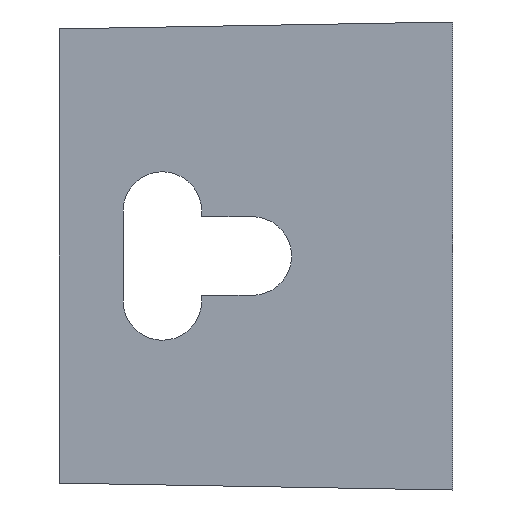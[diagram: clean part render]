
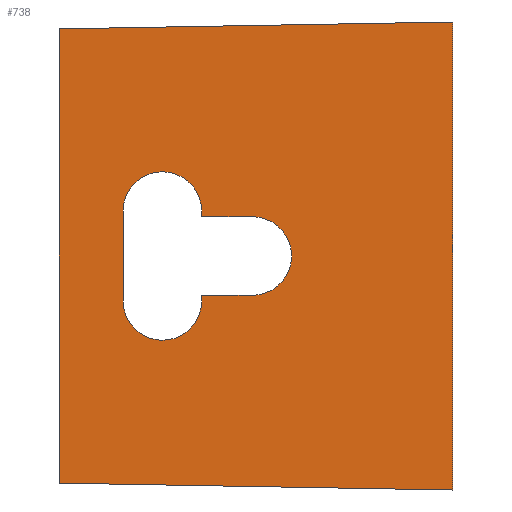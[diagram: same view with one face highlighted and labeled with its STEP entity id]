
A CAD part, front view. The second image highlights one B-rep face of the part: STEP entity #738.
In plain terms, the highlighted planar face has unit normal (0, -1, 0).
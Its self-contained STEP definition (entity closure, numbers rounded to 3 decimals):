
#22=FACE_BOUND('',#145,.T.);
#38=CIRCLE('',#809,4.2);
#40=CIRCLE('',#813,4.2);
#42=CIRCLE('',#817,4.2);
#61=PLANE('',#822);
#101=FACE_OUTER_BOUND('',#144,.T.);
#144=EDGE_LOOP('',(#671,#672,#673,#674));
#145=EDGE_LOOP('',(#675,#676,#677,#678,#679,#680,#681));
#167=LINE('',#1097,#231);
#180=LINE('',#1140,#244);
#194=LINE('',#1295,#258);
#207=LINE('',#1333,#271);
#211=LINE('',#1345,#275);
#215=LINE('',#1357,#279);
#218=LINE('',#1361,#282);
#219=LINE('',#1364,#283);
#231=VECTOR('',#856,10.);
#244=VECTOR('',#887,10.);
#258=VECTOR('',#953,10.);
#271=VECTOR('',#992,10.);
#275=VECTOR('',#1004,10.);
#279=VECTOR('',#1016,10.);
#282=VECTOR('',#1021,10.);
#283=VECTOR('',#1026,10.);
#312=VERTEX_POINT('',#1094);
#313=VERTEX_POINT('',#1096);
#327=VERTEX_POINT('',#1137);
#328=VERTEX_POINT('',#1139);
#352=VERTEX_POINT('',#1324);
#353=VERTEX_POINT('',#1326);
#355=VERTEX_POINT('',#1332);
#357=VERTEX_POINT('',#1338);
#359=VERTEX_POINT('',#1344);
#361=VERTEX_POINT('',#1350);
#363=VERTEX_POINT('',#1356);
#384=EDGE_CURVE('',#313,#312,#167,.T.);
#403=EDGE_CURVE('',#328,#327,#180,.T.);
#435=EDGE_CURVE('',#328,#312,#194,.T.);
#450=EDGE_CURVE('',#353,#352,#38,.T.);
#453=EDGE_CURVE('',#355,#353,#207,.T.);
#456=EDGE_CURVE('',#357,#355,#40,.T.);
#459=EDGE_CURVE('',#359,#357,#211,.T.);
#462=EDGE_CURVE('',#361,#359,#42,.T.);
#465=EDGE_CURVE('',#363,#361,#215,.T.);
#468=EDGE_CURVE('',#352,#363,#218,.T.);
#469=EDGE_CURVE('',#327,#313,#219,.T.);
#671=ORIENTED_EDGE('',*,*,#403,.T.);
#672=ORIENTED_EDGE('',*,*,#469,.T.);
#673=ORIENTED_EDGE('',*,*,#384,.T.);
#674=ORIENTED_EDGE('',*,*,#435,.F.);
#675=ORIENTED_EDGE('',*,*,#450,.T.);
#676=ORIENTED_EDGE('',*,*,#468,.T.);
#677=ORIENTED_EDGE('',*,*,#465,.T.);
#678=ORIENTED_EDGE('',*,*,#462,.T.);
#679=ORIENTED_EDGE('',*,*,#459,.T.);
#680=ORIENTED_EDGE('',*,*,#456,.T.);
#681=ORIENTED_EDGE('',*,*,#453,.T.);
#738=ADVANCED_FACE('',(#101,#22),#61,.T.);
#809=AXIS2_PLACEMENT_3D('',#1327,#986,#987);
#813=AXIS2_PLACEMENT_3D('',#1339,#998,#999);
#817=AXIS2_PLACEMENT_3D('',#1351,#1010,#1011);
#822=AXIS2_PLACEMENT_3D('',#1365,#1027,#1028);
#856=DIRECTION('',(-1.,0.,-0.017));
#887=DIRECTION('',(1.,0.,-0.017));
#953=DIRECTION('',(0.,0.,1.));
#986=DIRECTION('center_axis',(0.,1.,0.));
#987=DIRECTION('ref_axis',(1.,0.,0.));
#992=DIRECTION('',(0.,0.,1.));
#998=DIRECTION('center_axis',(0.,1.,0.));
#999=DIRECTION('ref_axis',(1.,0.,0.));
#1004=DIRECTION('',(-1.,0.,0.));
#1010=DIRECTION('center_axis',(0.,1.,0.));
#1011=DIRECTION('ref_axis',(1.,0.,0.));
#1016=DIRECTION('',(1.,0.,0.));
#1021=DIRECTION('',(0.,0.,-1.));
#1026=DIRECTION('',(0.,0.,1.));
#1027=DIRECTION('center_axis',(0.,-1.,0.));
#1028=DIRECTION('ref_axis',(1.,0.,0.));
#1094=CARTESIAN_POINT('',(0.,0.,49.267));
#1096=CARTESIAN_POINT('',(42.,0.,50.));
#1097=CARTESIAN_POINT('',(20.57,0.,49.626));
#1137=CARTESIAN_POINT('',(42.,0.,0.));
#1139=CARTESIAN_POINT('',(0.,0.,0.733));
#1140=CARTESIAN_POINT('',(0.006,0.,0.733));
#1295=CARTESIAN_POINT('',(0.,0.,0.));
#1324=CARTESIAN_POINT('',(15.2,0.,29.8));
#1326=CARTESIAN_POINT('',(6.8,0.,29.8));
#1327=CARTESIAN_POINT('Origin',(11.,0.,29.8));
#1332=CARTESIAN_POINT('',(6.8,0.,20.2));
#1333=CARTESIAN_POINT('',(6.8,0.,10.1));
#1338=CARTESIAN_POINT('',(15.157,0.,20.8));
#1339=CARTESIAN_POINT('Origin',(11.,0.,20.2));
#1344=CARTESIAN_POINT('',(20.6,0.,20.8));
#1345=CARTESIAN_POINT('',(10.3,0.,20.8));
#1350=CARTESIAN_POINT('',(20.6,0.,29.2));
#1351=CARTESIAN_POINT('Origin',(20.6,0.,25.));
#1356=CARTESIAN_POINT('',(15.2,0.,29.2));
#1357=CARTESIAN_POINT('',(7.6,0.,29.2));
#1361=CARTESIAN_POINT('',(15.2,0.,14.9));
#1364=CARTESIAN_POINT('',(42.,0.,0.));
#1365=CARTESIAN_POINT('Origin',(0.,0.,0.));
